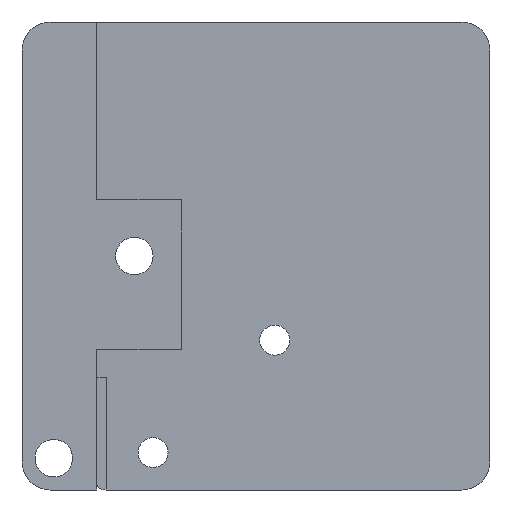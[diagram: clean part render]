
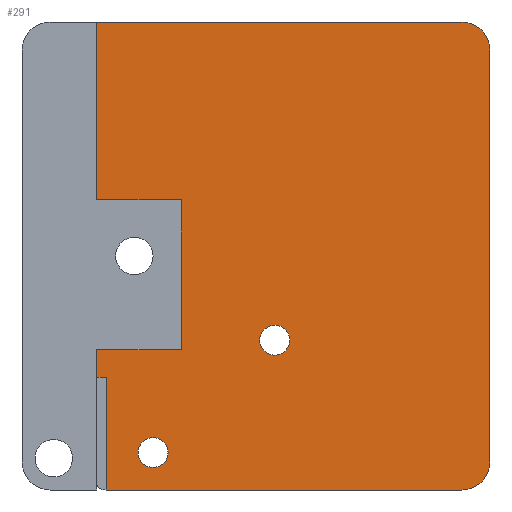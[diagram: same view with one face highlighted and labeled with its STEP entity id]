
A CAD part, front view. The second image highlights one B-rep face of the part: STEP entity #291.
In plain terms, the highlighted planar face has unit normal (0, -1, 0).
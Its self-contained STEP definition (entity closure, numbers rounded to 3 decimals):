
#21 = DIRECTION ( 'NONE',  ( 0., 0., 1. ) ) ;
#51 = CARTESIAN_POINT ( 'NONE',  ( 11., 0.5, 12.5 ) ) ;
#62 = EDGE_CURVE ( 'NONE', #1781, #3067, #3716, .T. ) ;
#107 = CARTESIAN_POINT ( 'NONE',  ( -8., 0.5, -12.5 ) ) ;
#108 = VERTEX_POINT ( 'NONE', #591 ) ;
#122 = EDGE_CURVE ( 'NONE', #1434, #3067, #3152, .T. ) ;
#130 = EDGE_LOOP ( 'NONE', ( #3009, #3033, #2697, #1005, #2828, #2144, #1800, #1572, #3263, #1477, #2300, #248 ) ) ;
#138 = DIRECTION ( 'NONE',  ( 0., 0., -1. ) ) ;
#159 = AXIS2_PLACEMENT_3D ( 'NONE', #288, #3066, #3028 ) ;
#164 = EDGE_CURVE ( 'NONE', #1747, #3513, #2834, .T. ) ;
#177 = CARTESIAN_POINT ( 'NONE',  ( 1., 0.5, -4.5 ) ) ;
#192 = EDGE_CURVE ( 'NONE', #3534, #392, #3813, .T. ) ;
#200 = CIRCLE ( 'NONE', #2443, 0.8 ) ;
#201 = VERTEX_POINT ( 'NONE', #3794 ) ;
#231 = AXIS2_PLACEMENT_3D ( 'NONE', #1081, #447, #3835 ) ;
#248 = ORIENTED_EDGE ( 'NONE', *, *, #122, .F. ) ;
#284 = DIRECTION ( 'NONE',  ( 0., 0., 1. ) ) ;
#288 = CARTESIAN_POINT ( 'NONE',  ( 0., 0.5, 0. ) ) ;
#291 = ADVANCED_FACE ( 'NONE', ( #2788, #2116, #1253 ), #1820, .T. ) ;
#304 = VERTEX_POINT ( 'NONE', #3085 ) ;
#372 = VECTOR ( 'NONE', #3660, 1000. ) ;
#392 = VERTEX_POINT ( 'NONE', #2387 ) ;
#447 = DIRECTION ( 'NONE',  ( 0., -1., 0. ) ) ;
#462 = DIRECTION ( 'NONE',  ( 1., 0., 0. ) ) ;
#517 = CARTESIAN_POINT ( 'NONE',  ( 1., 0.5, -3.7 ) ) ;
#557 = VERTEX_POINT ( 'NONE', #2661 ) ;
#591 = CARTESIAN_POINT ( 'NONE',  ( -5.5, 0.5, -9.7 ) ) ;
#738 = LINE ( 'NONE', #1965, #3133 ) ;
#816 = VECTOR ( 'NONE', #3207, 1000. ) ;
#943 = VECTOR ( 'NONE', #2859, 1000. ) ;
#950 = AXIS2_PLACEMENT_3D ( 'NONE', #3788, #1034, #138 ) ;
#1005 = ORIENTED_EDGE ( 'NONE', *, *, #3341, .F. ) ;
#1009 = CIRCLE ( 'NONE', #231, 0.8 ) ;
#1010 = EDGE_CURVE ( 'NONE', #1592, #1709, #1247, .T. ) ;
#1034 = DIRECTION ( 'NONE',  ( 0., 1., 0. ) ) ;
#1060 = CARTESIAN_POINT ( 'NONE',  ( 12.5, 0.5, -11. ) ) ;
#1081 = CARTESIAN_POINT ( 'NONE',  ( -5.5, 0.5, -10.5 ) ) ;
#1084 = CARTESIAN_POINT ( 'NONE',  ( -8.5, 0.5, -6.481 ) ) ;
#1105 = LINE ( 'NONE', #107, #2456 ) ;
#1109 = DIRECTION ( 'NONE',  ( -1., 0., 0. ) ) ;
#1136 = EDGE_CURVE ( 'NONE', #3750, #2831, #1187, .T. ) ;
#1187 = LINE ( 'NONE', #2692, #1619 ) ;
#1203 = CIRCLE ( 'NONE', #950, 1.5 ) ;
#1215 = EDGE_CURVE ( 'NONE', #1983, #108, #200, .T. ) ;
#1221 = ORIENTED_EDGE ( 'NONE', *, *, #1010, .F. ) ;
#1247 = CIRCLE ( 'NONE', #2002, 0.8 ) ;
#1253 = FACE_OUTER_BOUND ( 'NONE', #130, .T. ) ;
#1264 = CIRCLE ( 'NONE', #2581, 0.8 ) ;
#1379 = CARTESIAN_POINT ( 'NONE',  ( -8.5, 0.5, 12.5 ) ) ;
#1434 = VERTEX_POINT ( 'NONE', #51 ) ;
#1475 = EDGE_CURVE ( 'NONE', #201, #1747, #738, .T. ) ;
#1477 = ORIENTED_EDGE ( 'NONE', *, *, #2316, .F. ) ;
#1510 = CARTESIAN_POINT ( 'NONE',  ( -12.5, 0.5, 12.5 ) ) ;
#1535 = DIRECTION ( 'NONE',  ( 0., -1., 0. ) ) ;
#1572 = ORIENTED_EDGE ( 'NONE', *, *, #3786, .T. ) ;
#1581 = AXIS2_PLACEMENT_3D ( 'NONE', #3136, #2896, #2547 ) ;
#1592 = VERTEX_POINT ( 'NONE', #517 ) ;
#1619 = VECTOR ( 'NONE', #2417, 1000. ) ;
#1621 = CARTESIAN_POINT ( 'NONE',  ( 1., 0.5, -5.3 ) ) ;
#1640 = CARTESIAN_POINT ( 'NONE',  ( -8., 0.5, -12.5 ) ) ;
#1693 = LINE ( 'NONE', #3857, #943 ) ;
#1709 = VERTEX_POINT ( 'NONE', #1621 ) ;
#1729 = EDGE_CURVE ( 'NONE', #304, #557, #3531, .T. ) ;
#1741 = DIRECTION ( 'NONE',  ( 0., -1., 0. ) ) ;
#1747 = VERTEX_POINT ( 'NONE', #3448 ) ;
#1760 = CARTESIAN_POINT ( 'NONE',  ( 1., 0.5, -4.5 ) ) ;
#1771 = CARTESIAN_POINT ( 'NONE',  ( -4., 0.5, 3. ) ) ;
#1777 = EDGE_CURVE ( 'NONE', #304, #3534, #1693, .T. ) ;
#1781 = VERTEX_POINT ( 'NONE', #1060 ) ;
#1800 = ORIENTED_EDGE ( 'NONE', *, *, #1729, .T. ) ;
#1820 = PLANE ( 'NONE',  #159 ) ;
#1824 = CARTESIAN_POINT ( 'NONE',  ( -5.5, 0.5, -10.5 ) ) ;
#1965 = CARTESIAN_POINT ( 'NONE',  ( -4., 0.5, 3. ) ) ;
#1978 = CARTESIAN_POINT ( 'NONE',  ( -8.5, 0.5, -5. ) ) ;
#1983 = VERTEX_POINT ( 'NONE', #3060 ) ;
#2002 = AXIS2_PLACEMENT_3D ( 'NONE', #177, #2337, #2654 ) ;
#2005 = CARTESIAN_POINT ( 'NONE',  ( 11., 0.5, -12.5 ) ) ;
#2080 = ORIENTED_EDGE ( 'NONE', *, *, #3544, .F. ) ;
#2116 = FACE_BOUND ( 'NONE', #2618, .T. ) ;
#2144 = ORIENTED_EDGE ( 'NONE', *, *, #1777, .F. ) ;
#2262 = CARTESIAN_POINT ( 'NONE',  ( -4., 0.5, -5. ) ) ;
#2300 = ORIENTED_EDGE ( 'NONE', *, *, #62, .T. ) ;
#2316 = EDGE_CURVE ( 'NONE', #1781, #2831, #1203, .T. ) ;
#2324 = ORIENTED_EDGE ( 'NONE', *, *, #1215, .F. ) ;
#2337 = DIRECTION ( 'NONE',  ( 0., -1., 0. ) ) ;
#2355 = VECTOR ( 'NONE', #21, 1000. ) ;
#2387 = CARTESIAN_POINT ( 'NONE',  ( -4., 0.5, -5. ) ) ;
#2417 = DIRECTION ( 'NONE',  ( 1., 0., 0. ) ) ;
#2432 = LINE ( 'NONE', #1771, #3763 ) ;
#2436 = LINE ( 'NONE', #1510, #372 ) ;
#2443 = AXIS2_PLACEMENT_3D ( 'NONE', #1824, #1535, #2730 ) ;
#2456 = VECTOR ( 'NONE', #3226, 1000. ) ;
#2547 = DIRECTION ( 'NONE',  ( 0., 0., -1. ) ) ;
#2581 = AXIS2_PLACEMENT_3D ( 'NONE', #1760, #1741, #3527 ) ;
#2618 = EDGE_LOOP ( 'NONE', ( #2080, #2324 ) ) ;
#2654 = DIRECTION ( 'NONE',  ( 0., 0., -1. ) ) ;
#2661 = CARTESIAN_POINT ( 'NONE',  ( -8., 0.5, -6.481 ) ) ;
#2692 = CARTESIAN_POINT ( 'NONE',  ( -12.5, 0.5, -12.5 ) ) ;
#2697 = ORIENTED_EDGE ( 'NONE', *, *, #1475, .F. ) ;
#2730 = DIRECTION ( 'NONE',  ( 0., 0., -1. ) ) ;
#2788 = FACE_BOUND ( 'NONE', #3711, .T. ) ;
#2828 = ORIENTED_EDGE ( 'NONE', *, *, #192, .F. ) ;
#2831 = VERTEX_POINT ( 'NONE', #2005 ) ;
#2834 = LINE ( 'NONE', #1379, #2968 ) ;
#2859 = DIRECTION ( 'NONE',  ( 0., 0., 1. ) ) ;
#2896 = DIRECTION ( 'NONE',  ( 0., 1., 0. ) ) ;
#2968 = VECTOR ( 'NONE', #3463, 1000. ) ;
#3009 = ORIENTED_EDGE ( 'NONE', *, *, #3017, .T. ) ;
#3017 = EDGE_CURVE ( 'NONE', #1434, #3513, #2436, .T. ) ;
#3028 = DIRECTION ( 'NONE',  ( 0., 0., -1. ) ) ;
#3033 = ORIENTED_EDGE ( 'NONE', *, *, #164, .F. ) ;
#3060 = CARTESIAN_POINT ( 'NONE',  ( -5.5, 0.5, -11.3 ) ) ;
#3066 = DIRECTION ( 'NONE',  ( 0., -1., 0. ) ) ;
#3067 = VERTEX_POINT ( 'NONE', #3452 ) ;
#3085 = CARTESIAN_POINT ( 'NONE',  ( -8.5, 0.5, -6.481 ) ) ;
#3100 = CARTESIAN_POINT ( 'NONE',  ( 12.5, 0.5, 12.5 ) ) ;
#3133 = VECTOR ( 'NONE', #1109, 1000. ) ;
#3136 = CARTESIAN_POINT ( 'NONE',  ( 11., 0.5, 11. ) ) ;
#3152 = CIRCLE ( 'NONE', #1581, 1.5 ) ;
#3203 = ORIENTED_EDGE ( 'NONE', *, *, #3964, .F. ) ;
#3207 = DIRECTION ( 'NONE',  ( 1., 0., 0. ) ) ;
#3226 = DIRECTION ( 'NONE',  ( 0., 0., -1. ) ) ;
#3263 = ORIENTED_EDGE ( 'NONE', *, *, #1136, .T. ) ;
#3341 = EDGE_CURVE ( 'NONE', #392, #201, #2432, .T. ) ;
#3388 = CARTESIAN_POINT ( 'NONE',  ( -8.5, 0.5, 12.5 ) ) ;
#3448 = CARTESIAN_POINT ( 'NONE',  ( -8.5, 0.5, 3. ) ) ;
#3452 = CARTESIAN_POINT ( 'NONE',  ( 12.5, 0.5, 11. ) ) ;
#3463 = DIRECTION ( 'NONE',  ( 0., 0., 1. ) ) ;
#3513 = VERTEX_POINT ( 'NONE', #3388 ) ;
#3527 = DIRECTION ( 'NONE',  ( 0., 0., -1. ) ) ;
#3531 = LINE ( 'NONE', #1084, #816 ) ;
#3534 = VERTEX_POINT ( 'NONE', #1978 ) ;
#3544 = EDGE_CURVE ( 'NONE', #108, #1983, #1009, .T. ) ;
#3660 = DIRECTION ( 'NONE',  ( -1., 0., 0. ) ) ;
#3683 = VECTOR ( 'NONE', #462, 1000. ) ;
#3711 = EDGE_LOOP ( 'NONE', ( #1221, #3203 ) ) ;
#3716 = LINE ( 'NONE', #3100, #2355 ) ;
#3750 = VERTEX_POINT ( 'NONE', #1640 ) ;
#3763 = VECTOR ( 'NONE', #284, 1000. ) ;
#3786 = EDGE_CURVE ( 'NONE', #557, #3750, #1105, .T. ) ;
#3788 = CARTESIAN_POINT ( 'NONE',  ( 11., 0.5, -11. ) ) ;
#3794 = CARTESIAN_POINT ( 'NONE',  ( -4., 0.5, 3. ) ) ;
#3813 = LINE ( 'NONE', #2262, #3683 ) ;
#3835 = DIRECTION ( 'NONE',  ( 0., 0., -1. ) ) ;
#3857 = CARTESIAN_POINT ( 'NONE',  ( -8.5, 0.5, -5. ) ) ;
#3964 = EDGE_CURVE ( 'NONE', #1709, #1592, #1264, .T. ) ;
